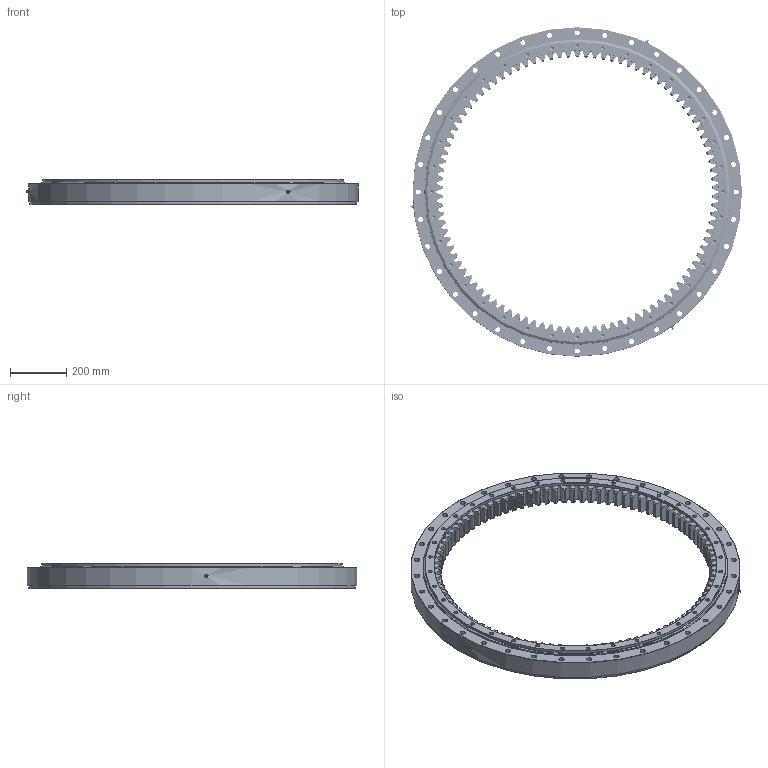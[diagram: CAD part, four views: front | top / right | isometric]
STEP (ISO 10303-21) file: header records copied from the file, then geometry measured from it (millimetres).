
FILE_DESCRIPTION (( 'STEP AP214' ), '1' );
FILE_NAME ('I.1165.25.12.D.3-RV.STEP', '2020-05-13T10:35:12', ( '' ), ( '' ), 'SwSTEP 2.0', 'SolidWorks 2016', '' );
FILE_SCHEMA (( 'AUTOMOTIVE_DESIGN' ));
Length unit declared in the file: millimetre
Products named in the file (7): I.1165.25.12.D.3-RV - IR Seal; I.1165.25.12.D.3-RV; Roller L25; I.1165.25.12.D.3-RV - IR; I.1165.25.12.D.3-RV - OR; I.1165.25.12.D.3-RV - OR Seal; Grease nipple M10x1mm
Assembly tree (97 placements, depth 2):
  I.1165.25.12.D.3-RV
    I.1165.25.12.D.3-RV - IR
    I.1165.25.12.D.3-RV - OR
    Roller L25  x90
    I.1165.25.12.D.3-RV - IR Seal
    I.1165.25.12.D.3-RV - OR Seal
    Grease nipple M10x1mm  x3
Bounding box: 1183.94 x 1175 x 90 mm (x, y, z)
Volume: 22936667.2 mm3; surface area: 2675083.5 mm2
Topology: 97 solids, 97 shells, 1188 faces, 2766 edges, 1783 vertices
Faces by surface type: cone 289, cylinder 285, plane 226, bspline 196, torus 192
Full cylindrical faces by diameter (mm): 3 x3, 5 x3, 9 x3, 10 x3, 14 x36, 18 x36, 25 x90, 1010 x1, 1058.5 x2, 1072.5 x3, 1077 x2, 1077.5 x1, 1091 x1, 1091.5 x1, 1165 x1, 1175 x1
Entity records: 64659 total; most frequent: CARTESIAN_POINT 47914, ORIENTED_EDGE 3480, DIRECTION 2720, EDGE_CURVE 1740, VERTEX_POINT 1226, AXIS2_PLACEMENT_3D 1210, EDGE_LOOP 940, B_SPLINE_CURVE_WITH_KNOTS 823
